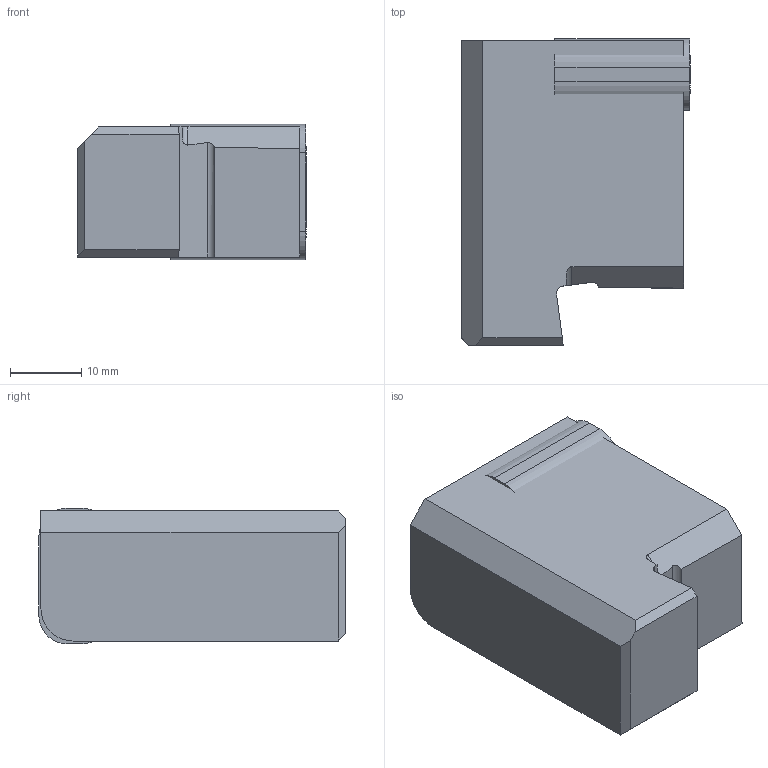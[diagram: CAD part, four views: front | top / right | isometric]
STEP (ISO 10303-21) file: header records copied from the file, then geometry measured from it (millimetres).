
FILE_DESCRIPTION(/* description */ (''),/* implementation_level */ '2;1');
FILE_NAME(/* name */ 'KTPLFNL19_SIM.stp',/* time_stamp */ '2022-11-28T08:03:29+01:00',/* author */ (''),/* organization */ (''),/* preprocessor_version */ 'ST-DEVELOPER v18.102',/* originating_system */ 'SIEMENS PLM Software NX 2027',/* authorisation */ '');
FILE_SCHEMA (('AUTOMOTIVE_DESIGN { 1 0 10303 214 3 1 1 1 }'));
Length unit declared in the file: millimetre
Products named in the file (1): model1
Bounding box: 32.13 x 43 x 19.05 mm (x, y, z)
Volume: 24325.1 mm3; surface area: 6337.3 mm2
Topology: 2 solids, 2 shells, 50 faces, 161 edges, 117 vertices
Faces by surface type: plane 31, cone 10, cylinder 9
Full cylindrical faces by diameter (mm): 6.35 x1
Entity records: 1904 total; most frequent: CARTESIAN_POINT 446, ORIENTED_EDGE 316, DIRECTION 272, EDGE_CURVE 158, VERTEX_POINT 117, LINE 98, VECTOR 98, AXIS2_PLACEMENT_3D 87
